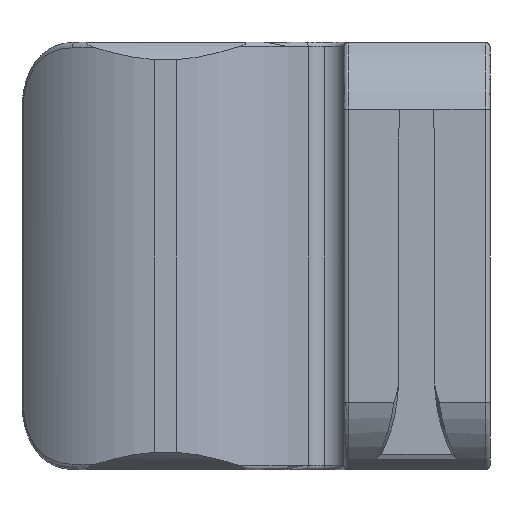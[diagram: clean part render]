
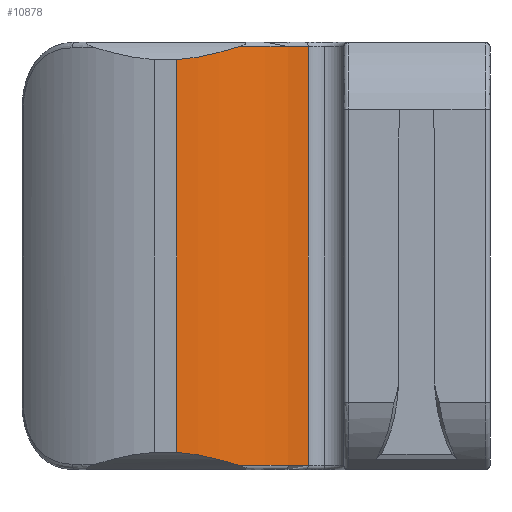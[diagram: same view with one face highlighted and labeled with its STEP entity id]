
A CAD part, left-side view. The second image highlights one B-rep face of the part: STEP entity #10878.
In plain terms, the highlighted cylindrical face has radius 8 mm (diameter 16 mm), a partial arc.
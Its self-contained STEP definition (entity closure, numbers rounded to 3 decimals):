
#179 = CARTESIAN_POINT ( 'NONE',  ( -7.497, 11.597, -18.666 ) ) ;
#277 = AXIS2_PLACEMENT_3D ( 'NONE', #8699, #1594, #899 ) ;
#285 = DIRECTION ( 'NONE',  ( 1., 0., 0. ) ) ;
#303 = CARTESIAN_POINT ( 'NONE',  ( -7.65, 12.039, -18.538 ) ) ;
#698 = ORIENTED_EDGE ( 'NONE', *, *, #10180, .T. ) ;
#899 = DIRECTION ( 'NONE',  ( -1., 0., 0. ) ) ;
#936 = CARTESIAN_POINT ( 'NONE',  ( -7.307, 11.171, -18.8 ) ) ;
#1342 = AXIS2_PLACEMENT_3D ( 'NONE', #3654, #5754, #9273 ) ;
#1352 = CARTESIAN_POINT ( 'NONE',  ( -7.822, 12.733, -0.616 ) ) ;
#1594 = DIRECTION ( 'NONE',  ( 0., 0., -1. ) ) ;
#1825 = CARTESIAN_POINT ( 'NONE',  ( 0., 14.428, -18.8 ) ) ;
#2005 = DIRECTION ( 'NONE',  ( 0., 0., 1. ) ) ;
#2267 = CARTESIAN_POINT ( 'NONE',  ( -7.307, 11.171, -18.8 ) ) ;
#2529 = VERTEX_POINT ( 'NONE', #5607 ) ;
#2929 = CARTESIAN_POINT ( 'NONE',  ( -7.943, 13.447, -18.267 ) ) ;
#3060 = CARTESIAN_POINT ( 'NONE',  ( -7.497, 11.597, -0.334 ) ) ;
#3121 = FACE_OUTER_BOUND ( 'NONE', #9604, .T. ) ;
#3137 = VERTEX_POINT ( 'NONE', #4194 ) ;
#3163 = CARTESIAN_POINT ( 'NONE',  ( -4.852, 8.067, -19. ) ) ;
#3172 = CARTESIAN_POINT ( 'NONE',  ( -7.87, 12.97, -0.661 ) ) ;
#3637 = VERTEX_POINT ( 'NONE', #5844 ) ;
#3654 = CARTESIAN_POINT ( 'NONE',  ( 0., 14.428, -19. ) ) ;
#4134 = ORIENTED_EDGE ( 'NONE', *, *, #11123, .T. ) ;
#4194 = CARTESIAN_POINT ( 'NONE',  ( -7.984, 13.928, -0.774 ) ) ;
#4270 = EDGE_CURVE ( 'NONE', #5870, #2529, #6652, .T. ) ;
#5197 = CIRCLE ( 'NONE', #277, 8. ) ;
#5323 = EDGE_CURVE ( 'NONE', #3637, #3137, #10956, .T. ) ;
#5448 = CARTESIAN_POINT ( 'NONE',  ( -7.969, 13.686, -18.241 ) ) ;
#5537 = CARTESIAN_POINT ( 'NONE',  ( -7.984, 13.928, 11. ) ) ;
#5607 = CARTESIAN_POINT ( 'NONE',  ( -7.984, 13.928, -18.226 ) ) ;
#5684 = DIRECTION ( 'NONE',  ( 0., 0., 1. ) ) ;
#5754 = DIRECTION ( 'NONE',  ( 0., 0., 1. ) ) ;
#5803 = CARTESIAN_POINT ( 'NONE',  ( -7.984, 13.928, -0.774 ) ) ;
#5844 = CARTESIAN_POINT ( 'NONE',  ( -7.307, 11.171, -0.2 ) ) ;
#5870 = VERTEX_POINT ( 'NONE', #2267 ) ;
#6258 = ORIENTED_EDGE ( 'NONE', *, *, #6593, .T. ) ;
#6342 = CYLINDRICAL_SURFACE ( 'NONE', #1342, 8. ) ;
#6490 = AXIS2_PLACEMENT_3D ( 'NONE', #1825, #2005, #285 ) ;
#6513 = DIRECTION ( 'NONE',  ( 0., 0., -1. ) ) ;
#6562 = ORIENTED_EDGE ( 'NONE', *, *, #6705, .T. ) ;
#6593 = EDGE_CURVE ( 'NONE', #5870, #8715, #7592, .T. ) ;
#6652 = B_SPLINE_CURVE_WITH_KNOTS ( 'NONE', 3,
 ( #936, #179, #303, #8846, #7289, #2929, #5448, #9022 ),
 .UNSPECIFIED., .F., .F.,
 ( 4, 2, 2, 4 ),
 ( 0.001, 0.002, 0.003, 0.004 ),
 .UNSPECIFIED. ) ;
#6705 = EDGE_CURVE ( 'NONE', #9126, #3637, #5197, .T. ) ;
#6714 = CARTESIAN_POINT ( 'NONE',  ( -4.852, 8.067, -0.2 ) ) ;
#7259 = VECTOR ( 'NONE', #6513, 1000. ) ;
#7289 = CARTESIAN_POINT ( 'NONE',  ( -7.87, 12.97, -18.339 ) ) ;
#7354 = CARTESIAN_POINT ( 'NONE',  ( -7.65, 12.039, -0.462 ) ) ;
#7592 = CIRCLE ( 'NONE', #6490, 8. ) ;
#8227 = CARTESIAN_POINT ( 'NONE',  ( -7.969, 13.686, -0.759 ) ) ;
#8230 = VECTOR ( 'NONE', #5684, 1000. ) ;
#8699 = CARTESIAN_POINT ( 'NONE',  ( 0., 14.428, -0.2 ) ) ;
#8715 = VERTEX_POINT ( 'NONE', #9158 ) ;
#8846 = CARTESIAN_POINT ( 'NONE',  ( -7.822, 12.733, -18.384 ) ) ;
#9022 = CARTESIAN_POINT ( 'NONE',  ( -7.984, 13.928, -18.226 ) ) ;
#9126 = VERTEX_POINT ( 'NONE', #6714 ) ;
#9142 = ORIENTED_EDGE ( 'NONE', *, *, #5323, .T. ) ;
#9158 = CARTESIAN_POINT ( 'NONE',  ( -4.852, 8.067, -18.8 ) ) ;
#9273 = DIRECTION ( 'NONE',  ( 1., 0., 0. ) ) ;
#9604 = EDGE_LOOP ( 'NONE', ( #10153, #6258, #4134, #6562, #9142, #698 ) ) ;
#10079 = LINE ( 'NONE', #5537, #7259 ) ;
#10114 = CARTESIAN_POINT ( 'NONE',  ( -7.307, 11.171, -0.2 ) ) ;
#10153 = ORIENTED_EDGE ( 'NONE', *, *, #4270, .F. ) ;
#10180 = EDGE_CURVE ( 'NONE', #3137, #2529, #10079, .T. ) ;
#10878 = ADVANCED_FACE ( 'NONE', ( #3121 ), #6342, .T. ) ;
#10956 = B_SPLINE_CURVE_WITH_KNOTS ( 'NONE', 3,
 ( #10114, #3060, #7354, #1352, #3172, #11035, #8227, #5803 ),
 .UNSPECIFIED., .F., .F.,
 ( 4, 2, 2, 4 ),
 ( 0.001, 0.002, 0.003, 0.004 ),
 .UNSPECIFIED. ) ;
#11028 = LINE ( 'NONE', #3163, #8230 ) ;
#11035 = CARTESIAN_POINT ( 'NONE',  ( -7.943, 13.447, -0.733 ) ) ;
#11123 = EDGE_CURVE ( 'NONE', #8715, #9126, #11028, .T. ) ;
